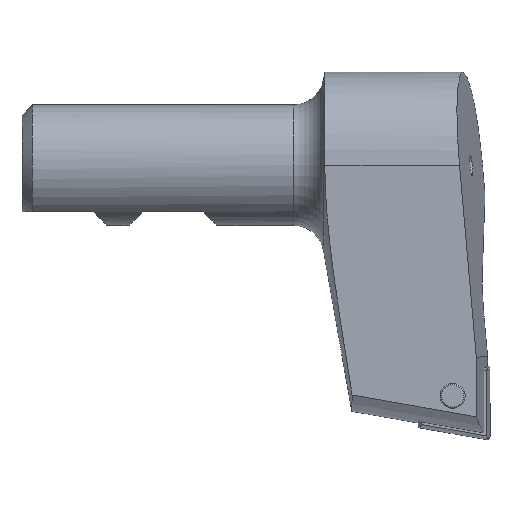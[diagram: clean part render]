
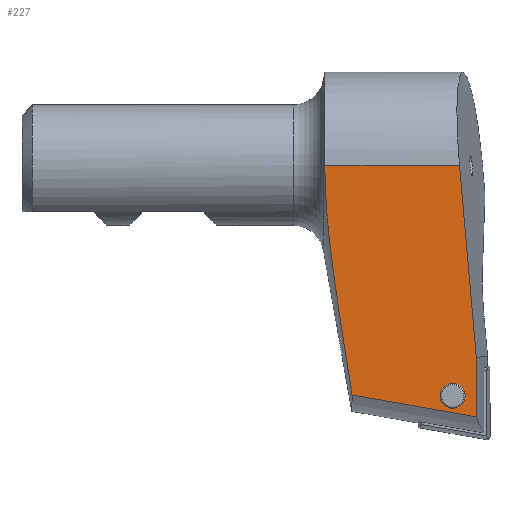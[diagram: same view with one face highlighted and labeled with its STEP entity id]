
A CAD part, front view. The second image highlights one B-rep face of the part: STEP entity #227.
In plain terms, the highlighted planar face has unit normal (0, -1, 0).
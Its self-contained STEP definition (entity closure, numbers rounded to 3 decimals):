
#43 = CARTESIAN_POINT ( 'NONE',  ( 43.324, -12.3, -27.93 ) ) ;
#55 = DIRECTION ( 'NONE',  ( 1., 0., 0. ) ) ;
#70 = EDGE_CURVE ( 'NONE', #4806, #865, #2707, .T. ) ;
#129 = DIRECTION ( 'NONE',  ( 0., -1., 0. ) ) ;
#170 = DIRECTION ( 'NONE',  ( 0.087, 0., -0.996 ) ) ;
#173 = ORIENTED_EDGE ( 'NONE', *, *, #2216, .F. ) ;
#227 = ADVANCED_FACE ( 'NONE', ( #414, #3968 ), #3560, .T. ) ;
#333 = CARTESIAN_POINT ( 'NONE',  ( 42.918, -12.3, -25.404 ) ) ;
#335 = VERTEX_POINT ( 'NONE', #1252 ) ;
#414 = FACE_OUTER_BOUND ( 'NONE', #1700, .T. ) ;
#416 = CARTESIAN_POINT ( 'NONE',  ( 57.055, -12.3, -28.909 ) ) ;
#426 = DIRECTION ( 'NONE',  ( -1., 0., 0. ) ) ;
#429 = CARTESIAN_POINT ( 'NONE',  ( 40.115, -12.3, -1.287 ) ) ;
#523 = DIRECTION ( 'NONE',  ( 1., 0., 0. ) ) ;
#558 = VERTEX_POINT ( 'NONE', #5050 ) ;
#560 = CARTESIAN_POINT ( 'NONE',  ( 57.995, -12.3, -0.35 ) ) ;
#569 = DIRECTION ( 'NONE',  ( 0., 0., -1. ) ) ;
#609 = ORIENTED_EDGE ( 'NONE', *, *, #3662, .F. ) ;
#656 = VECTOR ( 'NONE', #3460, 1000. ) ;
#790 = CARTESIAN_POINT ( 'NONE',  ( 42.133, -12.3, -20.35 ) ) ;
#865 = VERTEX_POINT ( 'NONE', #3036 ) ;
#970 = ORIENTED_EDGE ( 'NONE', *, *, #4972, .T. ) ;
#1019 = EDGE_CURVE ( 'NONE', #558, #3935, #2266, .T. ) ;
#1154 = CARTESIAN_POINT ( 'NONE',  ( 62., -12.3, 0. ) ) ;
#1252 = CARTESIAN_POINT ( 'NONE',  ( 60.19, -12.3, -25.441 ) ) ;
#1254 = CARTESIAN_POINT ( 'NONE',  ( 57.055, -12.3, -30.559 ) ) ;
#1364 = ORIENTED_EDGE ( 'NONE', *, *, #1802, .T. ) ;
#1366 = LINE ( 'NONE', #560, #2853 ) ;
#1538 = CARTESIAN_POINT ( 'NONE',  ( 40.115, -12.3, 0. ) ) ;
#1560 = CARTESIAN_POINT ( 'NONE',  ( 43.737, -12.3, -30.454 ) ) ;
#1700 = EDGE_LOOP ( 'NONE', ( #4405, #609, #173, #1364, #2764 ) ) ;
#1705 = LINE ( 'NONE', #3600, #4332 ) ;
#1742 = VERTEX_POINT ( 'NONE', #4831 ) ;
#1802 = EDGE_CURVE ( 'NONE', #4625, #558, #1705, .T. ) ;
#1810 = CARTESIAN_POINT ( 'NONE',  ( 57.055, -12.3, -30.559 ) ) ;
#1904 = CARTESIAN_POINT ( 'NONE',  ( 41.754, -12.3, -17.822 ) ) ;
#2000 = CARTESIAN_POINT ( 'NONE',  ( 40.286, -12.3, -5.127 ) ) ;
#2216 = EDGE_CURVE ( 'NONE', #4625, #335, #1366, .T. ) ;
#2266 = B_SPLINE_CURVE_WITH_KNOTS ( 'NONE', 3,
 ( #1538, #429, #2694, #2000, #2287, #4342, #3110, #1904, #790, #333, #43, #4709 ),
 .UNSPECIFIED., .F., .F.,
 ( 4, 2, 2, 2, 2, 4 ),
 ( 0.068, 0.072, 0.076, 0.083, 0.091, 0.099 ),
 .UNSPECIFIED. ) ;
#2287 = CARTESIAN_POINT ( 'NONE',  ( 40.383, -12.3, -6.403 ) ) ;
#2466 = AXIS2_PLACEMENT_3D ( 'NONE', #1154, #129, #55 ) ;
#2522 = ORIENTED_EDGE ( 'NONE', *, *, #70, .T. ) ;
#2530 = CARTESIAN_POINT ( 'NONE',  ( 57.964, -12.3, 0. ) ) ;
#2586 = DIRECTION ( 'NONE',  ( 1., 0., 0. ) ) ;
#2597 = CARTESIAN_POINT ( 'NONE',  ( 60.19, -12.3, 0. ) ) ;
#2694 = CARTESIAN_POINT ( 'NONE',  ( 40.151, -12.3, -2.57 ) ) ;
#2707 = CIRCLE ( 'NONE', #4516, 1.65 ) ;
#2764 = ORIENTED_EDGE ( 'NONE', *, *, #1019, .T. ) ;
#2853 = VECTOR ( 'NONE', #170, 1000. ) ;
#3036 = CARTESIAN_POINT ( 'NONE',  ( 57.055, -12.3, -32.209 ) ) ;
#3067 = CIRCLE ( 'NONE', #3322, 1.65 ) ;
#3110 = CARTESIAN_POINT ( 'NONE',  ( 41.058, -12.3, -12.757 ) ) ;
#3236 = EDGE_CURVE ( 'NONE', #1742, #3935, #4300, .T. ) ;
#3322 = AXIS2_PLACEMENT_3D ( 'NONE', #1254, #3614, #523 ) ;
#3460 = DIRECTION ( 'NONE',  ( -0.985, 0., 0.174 ) ) ;
#3560 = PLANE ( 'NONE',  #2466 ) ;
#3600 = CARTESIAN_POINT ( 'NONE',  ( 62., -12.3, 0. ) ) ;
#3614 = DIRECTION ( 'NONE',  ( 0., 1., 0. ) ) ;
#3662 = EDGE_CURVE ( 'NONE', #335, #1742, #3707, .T. ) ;
#3707 = LINE ( 'NONE', #2597, #5052 ) ;
#3935 = VERTEX_POINT ( 'NONE', #1560 ) ;
#3936 = CARTESIAN_POINT ( 'NONE',  ( 64.431, -12.3, -34.103 ) ) ;
#3968 = FACE_BOUND ( 'NONE', #5055, .T. ) ;
#4132 = DIRECTION ( 'NONE',  ( 0., 1., 0. ) ) ;
#4300 = LINE ( 'NONE', #3936, #656 ) ;
#4332 = VECTOR ( 'NONE', #426, 1000. ) ;
#4342 = CARTESIAN_POINT ( 'NONE',  ( 40.74, -12.3, -10.221 ) ) ;
#4405 = ORIENTED_EDGE ( 'NONE', *, *, #3236, .F. ) ;
#4516 = AXIS2_PLACEMENT_3D ( 'NONE', #1810, #4132, #2586 ) ;
#4625 = VERTEX_POINT ( 'NONE', #2530 ) ;
#4709 = CARTESIAN_POINT ( 'NONE',  ( 43.737, -12.3, -30.454 ) ) ;
#4806 = VERTEX_POINT ( 'NONE', #416 ) ;
#4831 = CARTESIAN_POINT ( 'NONE',  ( 60.19, -12.3, -33.355 ) ) ;
#4972 = EDGE_CURVE ( 'NONE', #865, #4806, #3067, .T. ) ;
#5050 = CARTESIAN_POINT ( 'NONE',  ( 40.115, -12.3, 0. ) ) ;
#5052 = VECTOR ( 'NONE', #569, 1000. ) ;
#5055 = EDGE_LOOP ( 'NONE', ( #2522, #970 ) ) ;
